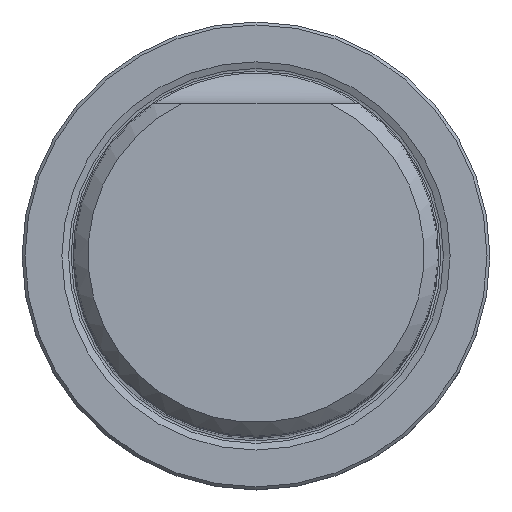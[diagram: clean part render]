
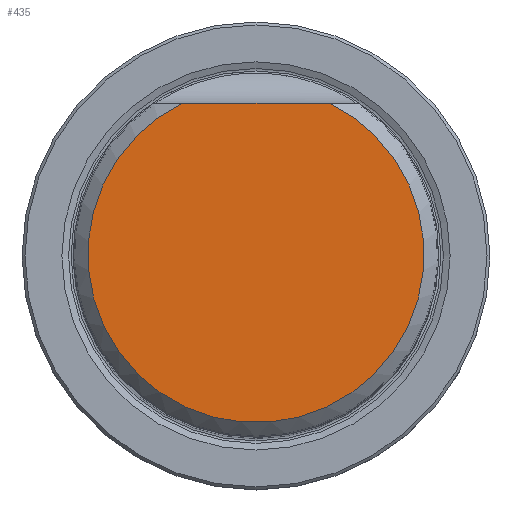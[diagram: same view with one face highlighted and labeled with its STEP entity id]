
A CAD part, top view. The second image highlights one B-rep face of the part: STEP entity #435.
In plain terms, the highlighted planar face has unit normal (0, 0, 1).
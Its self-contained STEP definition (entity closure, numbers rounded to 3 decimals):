
#316=PLANE('',#4504);
#435=ADVANCED_FACE('CU_SU_1',(#726),#316,.F.);
#726=FACE_OUTER_BOUND('',#957,.T.);
#957=EDGE_LOOP('',(#2142,#2143));
#1225=CIRCLE('',#4503,11.497);
#1347=LINE('',#6709,#1564);
#1564=VECTOR('',#5090,1.);
#2142=ORIENTED_EDGE('',*,*,#3733,.F.);
#2143=ORIENTED_EDGE('',*,*,#3734,.F.);
#3303=VERTEX_POINT('',#6707);
#3304=VERTEX_POINT('',#6708);
#3733=EDGE_CURVE('',#3303,#3304,#1225,.T.);
#3734=EDGE_CURVE('',#3304,#3303,#1347,.T.);
#4503=AXIS2_PLACEMENT_3D('',#6706,#5088,#5089);
#4504=AXIS2_PLACEMENT_3D('',#6710,#5091,#5092);
#5088=DIRECTION('',(0.,0.,-1.));
#5089=DIRECTION('',(0.,-1.,0.));
#5090=DIRECTION('',(1.,0.,0.));
#5091=DIRECTION('',(0.,0.,-1.));
#5092=DIRECTION('',(0.,-1.,0.));
#6706=CARTESIAN_POINT('',(0.,0.,56.));
#6707=CARTESIAN_POINT('',(4.999,10.353,56.));
#6708=CARTESIAN_POINT('',(-4.999,10.353,56.));
#6709=CARTESIAN_POINT('',(-12.497,10.353,56.));
#6710=CARTESIAN_POINT('',(0.,0.,56.));
